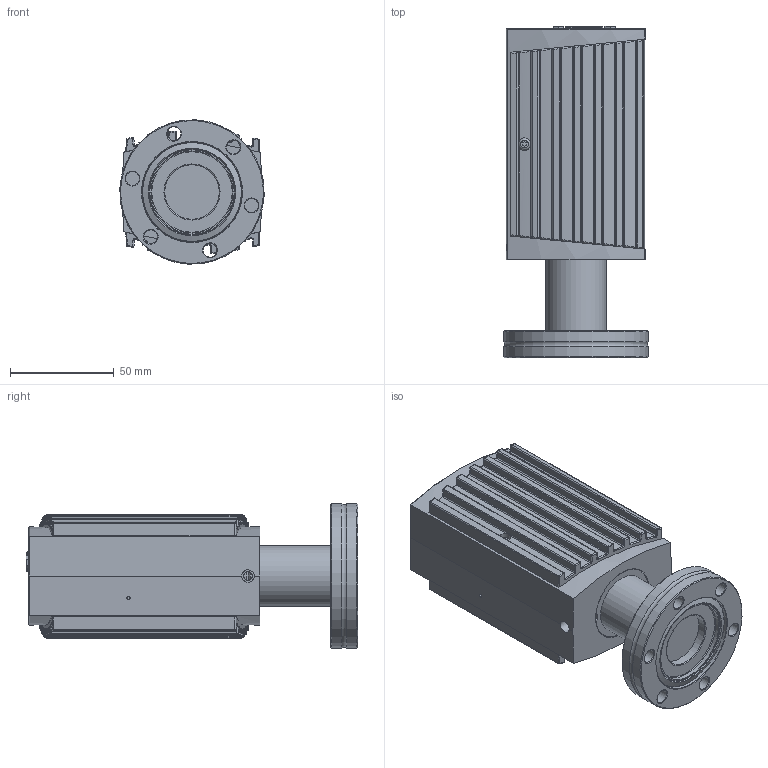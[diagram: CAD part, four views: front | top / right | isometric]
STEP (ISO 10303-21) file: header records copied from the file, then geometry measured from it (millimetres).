
FILE_DESCRIPTION(/* description */ (''),/* implementation_level */ '2;1');
FILE_NAME(/* name */ '353-601.stp',/* time_stamp */ '2018-12-11T10:51:12+01:00',/* author */ ('BEM'),/* organization */ (''),/* preprocessor_version */ 'ST-DEVELOPER v17',/* originating_system */ 'Autodesk Inventor 2018',/* authorisation */ '');
FILE_SCHEMA (('AUTOMOTIVE_DESIGN { 1 0 10303 214 3 1 1 }'));
Products named in the file (1): Bauteil6
Bounding box: 69.42 x 159.5 x 69.42 mm (x, y, z)
Volume: 169294.3 mm3; surface area: 103140.9 mm2
Topology: 15 solids, 15 shells, 1848 faces, 4684 edges, 2946 vertices
Faces by surface type: plane 636, cylinder 605, bspline 374, torus 101, sphere 99, cone 33
Full cylindrical faces by diameter (mm): 1.02 x9, 1.1 x2, 1.4 x2, 1.5 x2, 2.156 x2, 2.2 x2, 2.3 x4, 2.459 x2, 2.6 x3, 2.8 x4, 2.845 x2, 3 x2, 3.2 x6, 3.5 x2, 4 x1, 4.134 x1, 4.2 x1, 4.8 x2, 5.7 x2, 6 x3, 6.6 x6, 9 x1, 10 x1, 24.8 x1, 25.6 x1, 26 x1, 26.2 x1, 26.8 x1, 28.7 x1, 29 x1
Entity records: 80116 total; most frequent: CARTESIAN_POINT 35244, ORIENTED_EDGE 9352, DIRECTION 8279, EDGE_CURVE 4676, AXIS2_PLACEMENT_3D 3013, VERTEX_POINT 2946, LINE 2253, VECTOR 2253
